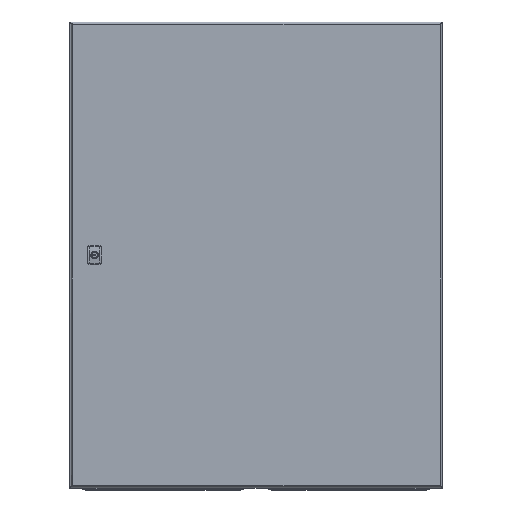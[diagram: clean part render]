
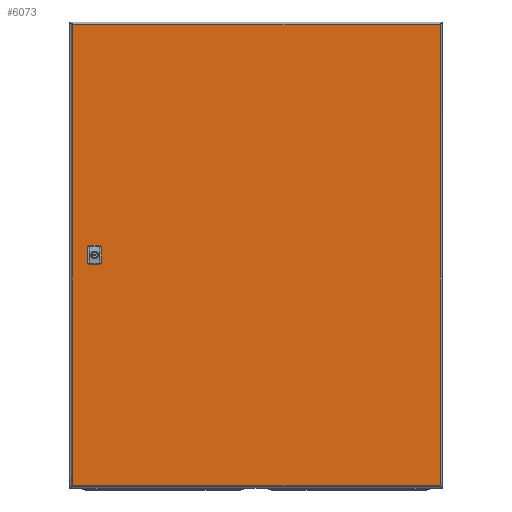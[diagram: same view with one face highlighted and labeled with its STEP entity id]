
A CAD part, top view. The second image highlights one B-rep face of the part: STEP entity #6073.
In plain terms, the highlighted planar face has unit normal (0, 0, 1).
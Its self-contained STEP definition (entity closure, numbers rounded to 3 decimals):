
#6073 = ADVANCED_FACE( '', ( #13828, #13829 ), #13830, .F. );
#13828 = FACE_BOUND( '', #21910, .T. );
#13829 = FACE_OUTER_BOUND( '', #21911, .T. );
#13830 = PLANE( '', #21912 );
#21910 = EDGE_LOOP( '', ( #38022, #38023, #38024, #38025, #38026, #38027, #38028, #38029, #38030, #38031, #38032, #38033, #38034, #38035, #38036, #38037 ) );
#21911 = EDGE_LOOP( '', ( #38038, #38039, #38040, #38041 ) );
#21912 = AXIS2_PLACEMENT_3D( '', #38042, #38043, #38044 );
#38022 = ORIENTED_EDGE( '', *, *, #40195, .F. );
#38023 = ORIENTED_EDGE( '', *, *, #42009, .F. );
#38024 = ORIENTED_EDGE( '', *, *, #45663, .F. );
#38025 = ORIENTED_EDGE( '', *, *, #42568, .F. );
#38026 = ORIENTED_EDGE( '', *, *, #41502, .F. );
#38027 = ORIENTED_EDGE( '', *, *, #41565, .F. );
#38028 = ORIENTED_EDGE( '', *, *, #40850, .F. );
#38029 = ORIENTED_EDGE( '', *, *, #44017, .F. );
#38030 = ORIENTED_EDGE( '', *, *, #43670, .F. );
#38031 = ORIENTED_EDGE( '', *, *, #43814, .F. );
#38032 = ORIENTED_EDGE( '', *, *, #44620, .F. );
#38033 = ORIENTED_EDGE( '', *, *, #45006, .F. );
#38034 = ORIENTED_EDGE( '', *, *, #39548, .F. );
#38035 = ORIENTED_EDGE( '', *, *, #43909, .F. );
#38036 = ORIENTED_EDGE( '', *, *, #41842, .F. );
#38037 = ORIENTED_EDGE( '', *, *, #44680, .F. );
#38038 = ORIENTED_EDGE( '', *, *, #45140, .F. );
#38039 = ORIENTED_EDGE( '', *, *, #41748, .F. );
#38040 = ORIENTED_EDGE( '', *, *, #45297, .T. );
#38041 = ORIENTED_EDGE( '', *, *, #41819, .T. );
#38042 = CARTESIAN_POINT( '', ( -397.5, 497.5, 0. ) );
#38043 = DIRECTION( '', ( 0., 0., -1. ) );
#38044 = DIRECTION( '', ( -1., 0., 0. ) );
#39548 = EDGE_CURVE( '', #46018, #46019, #46020, .T. );
#40195 = EDGE_CURVE( '', #47179, #47180, #47181, .T. );
#40850 = EDGE_CURVE( '', #48285, #48286, #48287, .T. );
#41502 = EDGE_CURVE( '', #49398, #49399, #49400, .T. );
#41565 = EDGE_CURVE( '', #48286, #49398, #49498, .T. );
#41748 = EDGE_CURVE( '', #49781, #49783, #49784, .T. );
#41819 = EDGE_CURVE( '', #49892, #49893, #49894, .T. );
#41842 = EDGE_CURVE( '', #49929, #49930, #49931, .T. );
#42009 = EDGE_CURVE( '', #50222, #47179, #50223, .T. );
#42568 = EDGE_CURVE( '', #49399, #51118, #51119, .T. );
#43670 = EDGE_CURVE( '', #52748, #52749, #52750, .T. );
#43814 = EDGE_CURVE( '', #52944, #52748, #52945, .T. );
#43909 = EDGE_CURVE( '', #49930, #46018, #53077, .T. );
#44017 = EDGE_CURVE( '', #52749, #48285, #53229, .T. );
#44620 = EDGE_CURVE( '', #54088, #52944, #54089, .T. );
#44680 = EDGE_CURVE( '', #47180, #49929, #54162, .T. );
#45006 = EDGE_CURVE( '', #46019, #54088, #54588, .T. );
#45140 = EDGE_CURVE( '', #49783, #49893, #54741, .T. );
#45297 = EDGE_CURVE( '', #49781, #49892, #54920, .T. );
#45663 = EDGE_CURVE( '', #51118, #50222, #55337, .T. );
#46018 = VERTEX_POINT( '', #55730 );
#46019 = VERTEX_POINT( '', #55731 );
#46020 = LINE( '', #55732, #55733 );
#47179 = VERTEX_POINT( '', #57178 );
#47180 = VERTEX_POINT( '', #57179 );
#47181 = CIRCLE( '', #57180, 11.3 );
#48285 = VERTEX_POINT( '', #58694 );
#48286 = VERTEX_POINT( '', #58695 );
#48287 = LINE( '', #58696, #58697 );
#49398 = VERTEX_POINT( '', #60112 );
#49399 = VERTEX_POINT( '', #60113 );
#49400 = LINE( '', #60114, #60115 );
#49498 = CIRCLE( '', #60247, 1.25 );
#49781 = VERTEX_POINT( '', #60606 );
#49783 = VERTEX_POINT( '', #60608 );
#49784 = LINE( '', #60609, #60610 );
#49892 = VERTEX_POINT( '', #60747 );
#49893 = VERTEX_POINT( '', #60748 );
#49894 = LINE( '', #60749, #60750 );
#49929 = VERTEX_POINT( '', #60829 );
#49930 = VERTEX_POINT( '', #60830 );
#49931 = LINE( '', #60831, #60832 );
#50222 = VERTEX_POINT( '', #61190 );
#50223 = LINE( '', #61191, #61192 );
#51118 = VERTEX_POINT( '', #62345 );
#51119 = LINE( '', #62346, #62347 );
#52748 = VERTEX_POINT( '', #64428 );
#52749 = VERTEX_POINT( '', #64429 );
#52750 = CIRCLE( '', #64430, 11.3 );
#52944 = VERTEX_POINT( '', #64688 );
#52945 = LINE( '', #64689, #64690 );
#53077 = CIRCLE( '', #64874, 1.25 );
#53229 = LINE( '', #65069, #65070 );
#54088 = VERTEX_POINT( '', #66260 );
#54089 = CIRCLE( '', #66261, 11.3 );
#54162 = LINE( '', #66352, #66353 );
#54588 = LINE( '', #66907, #66908 );
#54741 = LINE( '', #67108, #67109 );
#54920 = LINE( '', #67323, #67324 );
#55337 = CIRCLE( '', #67873, 11.3 );
#55730 = CARTESIAN_POINT( '', ( -346.25, -10.75, 0. ) );
#55731 = CARTESIAN_POINT( '', ( -346.25, -10.15, 0. ) );
#55732 = CARTESIAN_POINT( '', ( -346.25, -10.75, 0. ) );
#55733 = VECTOR( '', #68238, 1000. );
#57178 = CARTESIAN_POINT( '', ( -357.65, -4.967, 0. ) );
#57179 = CARTESIAN_POINT( '', ( -352.467, -10.15, 0. ) );
#57180 = AXIS2_PLACEMENT_3D( '', #69313, #69314, #69315 );
#58694 = CARTESIAN_POINT( '', ( -346.25, 10.15, 0. ) );
#58695 = CARTESIAN_POINT( '', ( -346.25, 10.75, 0. ) );
#58696 = CARTESIAN_POINT( '', ( -346.25, 10.15, 0. ) );
#58697 = VECTOR( '', #70199, 1000. );
#60112 = CARTESIAN_POINT( '', ( -348.75, 10.75, 0. ) );
#60113 = CARTESIAN_POINT( '', ( -348.75, 10.15, 0. ) );
#60114 = CARTESIAN_POINT( '', ( -348.75, 10.75, 0. ) );
#60115 = VECTOR( '', #71155, 1000. );
#60247 = AXIS2_PLACEMENT_3D( '', #71223, #71224, #71225 );
#60606 = CARTESIAN_POINT( '', ( 394.3, 494.3, 0. ) );
#60608 = CARTESIAN_POINT( '', ( 394.3, -494.3, 0. ) );
#60609 = CARTESIAN_POINT( '', ( 394.3, 497.5, 0. ) );
#60610 = VECTOR( '', #71483, 1000. );
#60747 = CARTESIAN_POINT( '', ( -394.3, 494.3, 0. ) );
#60748 = CARTESIAN_POINT( '', ( -394.3, -494.3, 0. ) );
#60749 = CARTESIAN_POINT( '', ( -394.3, 497.5, 0. ) );
#60750 = VECTOR( '', #71582, 1000. );
#60829 = CARTESIAN_POINT( '', ( -348.75, -10.15, 0. ) );
#60830 = CARTESIAN_POINT( '', ( -348.75, -10.75, 0. ) );
#60831 = CARTESIAN_POINT( '', ( -348.75, -10.15, 0. ) );
#60832 = VECTOR( '', #71612, 1000. );
#61190 = CARTESIAN_POINT( '', ( -357.65, 4.967, 0. ) );
#61191 = CARTESIAN_POINT( '', ( -357.65, 4.967, 0. ) );
#61192 = VECTOR( '', #71908, 1000. );
#62345 = CARTESIAN_POINT( '', ( -352.467, 10.15, 0. ) );
#62346 = CARTESIAN_POINT( '', ( -348.75, 10.15, 0. ) );
#62347 = VECTOR( '', #72712, 1000. );
#64428 = CARTESIAN_POINT( '', ( -337.35, 4.967, 0. ) );
#64429 = CARTESIAN_POINT( '', ( -342.533, 10.15, 0. ) );
#64430 = AXIS2_PLACEMENT_3D( '', #74159, #74160, #74161 );
#64688 = CARTESIAN_POINT( '', ( -337.35, -4.967, 0. ) );
#64689 = CARTESIAN_POINT( '', ( -337.35, -4.967, 0. ) );
#64690 = VECTOR( '', #74356, 1000. );
#64874 = AXIS2_PLACEMENT_3D( '', #74469, #74470, #74471 );
#65069 = CARTESIAN_POINT( '', ( -342.533, 10.15, 0. ) );
#65070 = VECTOR( '', #74608, 1000. );
#66260 = CARTESIAN_POINT( '', ( -342.533, -10.15, 0. ) );
#66261 = AXIS2_PLACEMENT_3D( '', #75421, #75422, #75423 );
#66352 = CARTESIAN_POINT( '', ( -352.467, -10.15, 0. ) );
#66353 = VECTOR( '', #75484, 1000. );
#66907 = CARTESIAN_POINT( '', ( -346.25, -10.15, 0. ) );
#66908 = VECTOR( '', #75860, 1000. );
#67108 = CARTESIAN_POINT( '', ( 397.5, -494.3, 0. ) );
#67109 = VECTOR( '', #75993, 1000. );
#67323 = CARTESIAN_POINT( '', ( 397.5, 494.3, 0. ) );
#67324 = VECTOR( '', #76092, 1000. );
#67873 = AXIS2_PLACEMENT_3D( '', #76327, #76328, #76329 );
#68238 = DIRECTION( '', ( 0., 1., 0. ) );
#69313 = CARTESIAN_POINT( '', ( -347.5, 0., 0. ) );
#69314 = DIRECTION( '', ( 0., 0., 1. ) );
#69315 = DIRECTION( '', ( 1., 0., 0. ) );
#70199 = DIRECTION( '', ( 0., 1., 0. ) );
#71155 = DIRECTION( '', ( 0., -1., 0. ) );
#71223 = CARTESIAN_POINT( '', ( -347.5, 10.75, 0. ) );
#71224 = DIRECTION( '', ( 0., 0., 1. ) );
#71225 = DIRECTION( '', ( 1., 0., 0. ) );
#71483 = DIRECTION( '', ( 0., -1., 0. ) );
#71582 = DIRECTION( '', ( 0., -1., 0. ) );
#71612 = DIRECTION( '', ( 0., -1., 0. ) );
#71908 = DIRECTION( '', ( 0., -1., 0. ) );
#72712 = DIRECTION( '', ( -1., 0., 0. ) );
#74159 = CARTESIAN_POINT( '', ( -347.5, 0., 0. ) );
#74160 = DIRECTION( '', ( 0., 0., 1. ) );
#74161 = DIRECTION( '', ( 1., 0., 0. ) );
#74356 = DIRECTION( '', ( 0., 1., 0. ) );
#74469 = CARTESIAN_POINT( '', ( -347.5, -10.75, 0. ) );
#74470 = DIRECTION( '', ( 0., 0., 1. ) );
#74471 = DIRECTION( '', ( 1., 0., 0. ) );
#74608 = DIRECTION( '', ( -1., 0., 0. ) );
#75421 = CARTESIAN_POINT( '', ( -347.5, 0., 0. ) );
#75422 = DIRECTION( '', ( 0., 0., 1. ) );
#75423 = DIRECTION( '', ( 1., 0., 0. ) );
#75484 = DIRECTION( '', ( 1., 0., 0. ) );
#75860 = DIRECTION( '', ( 1., 0., 0. ) );
#75993 = DIRECTION( '', ( -1., 0., 0. ) );
#76092 = DIRECTION( '', ( -1., 0., 0. ) );
#76327 = CARTESIAN_POINT( '', ( -347.5, 0., 0. ) );
#76328 = DIRECTION( '', ( 0., 0., 1. ) );
#76329 = DIRECTION( '', ( 1., 0., 0. ) );
